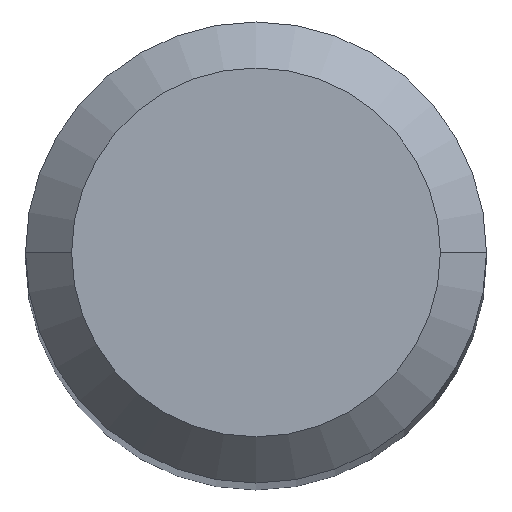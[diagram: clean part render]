
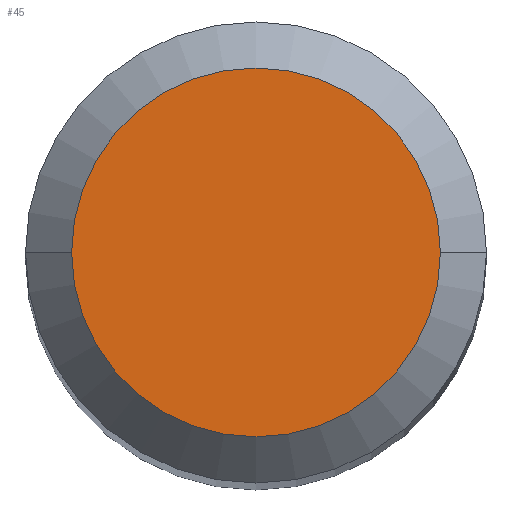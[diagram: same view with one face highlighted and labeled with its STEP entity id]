
A CAD part, top view. The second image highlights one B-rep face of the part: STEP entity #45.
In plain terms, the highlighted planar face has unit normal (0, 0, 1).
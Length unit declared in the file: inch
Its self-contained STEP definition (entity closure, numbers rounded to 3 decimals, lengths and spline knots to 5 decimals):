
#7 = CARTESIAN_POINT ( 'NONE',  ( 0.04724, 0., 0. ) ) ;
#17 = PLANE ( 'NONE',  #122 ) ;
#30 = CARTESIAN_POINT ( 'NONE',  ( 0., 0., 0. ) ) ;
#31 = CIRCLE ( 'NONE', #378, 0.04724 ) ;
#45 = ADVANCED_FACE ( 'NONE', ( #469 ), #17, .F. ) ;
#97 = DIRECTION ( 'NONE',  ( 0., 0., 1. ) ) ;
#116 = CIRCLE ( 'NONE', #242, 0.04724 ) ;
#122 = AXIS2_PLACEMENT_3D ( 'NONE', #433, #402, #318 ) ;
#142 = DIRECTION ( 'NONE',  ( 0., 0., 1. ) ) ;
#165 = EDGE_CURVE ( 'NONE', #245, #392, #116, .T. ) ;
#176 = EDGE_CURVE ( 'NONE', #392, #245, #31, .T. ) ;
#210 = CARTESIAN_POINT ( 'NONE',  ( 0., 0., 0. ) ) ;
#242 = AXIS2_PLACEMENT_3D ( 'NONE', #30, #142, #442 ) ;
#245 = VERTEX_POINT ( 'NONE', #447 ) ;
#318 = DIRECTION ( 'NONE',  ( -1., 0., 0. ) ) ;
#374 = ORIENTED_EDGE ( 'NONE', *, *, #165, .T. ) ;
#376 = EDGE_LOOP ( 'NONE', ( #374, #479 ) ) ;
#378 = AXIS2_PLACEMENT_3D ( 'NONE', #210, #97, #440 ) ;
#392 = VERTEX_POINT ( 'NONE', #7 ) ;
#402 = DIRECTION ( 'NONE',  ( 0., 0., -1. ) ) ;
#433 = CARTESIAN_POINT ( 'NONE',  ( 0., 0., 0. ) ) ;
#440 = DIRECTION ( 'NONE',  ( 1., 0., 0. ) ) ;
#442 = DIRECTION ( 'NONE',  ( 1., 0., 0. ) ) ;
#447 = CARTESIAN_POINT ( 'NONE',  ( -0.04724, 0., 0. ) ) ;
#469 = FACE_OUTER_BOUND ( 'NONE', #376, .T. ) ;
#479 = ORIENTED_EDGE ( 'NONE', *, *, #176, .T. ) ;
